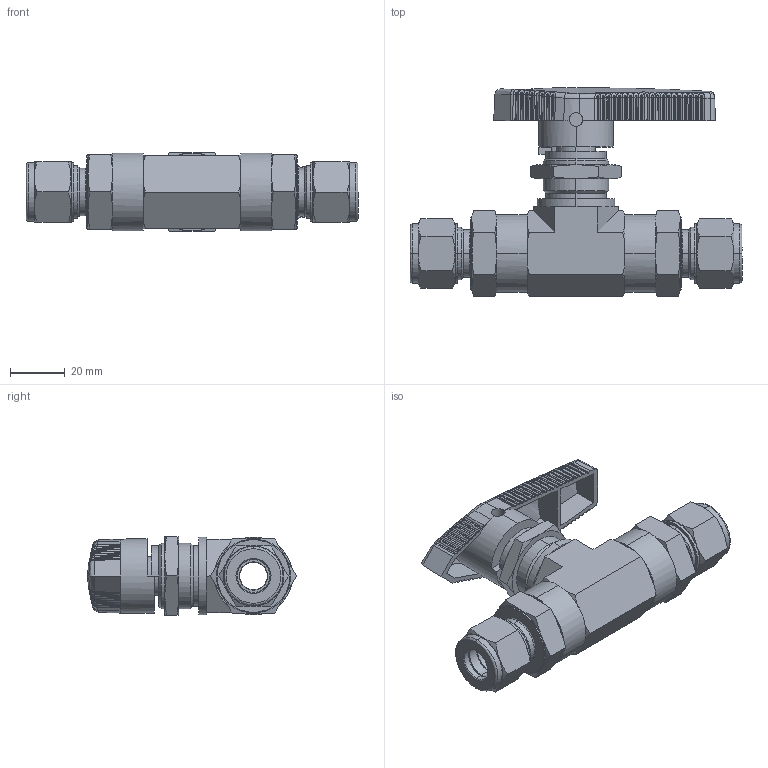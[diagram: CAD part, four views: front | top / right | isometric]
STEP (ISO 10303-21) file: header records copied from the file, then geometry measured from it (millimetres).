
FILE_DESCRIPTION(('FreeCAD Model'),'2;1');
FILE_NAME('Open CASCADE Shape Model','2025-12-09T09:36:16',('Author'),( ''),'Open CASCADE STEP processor 7.8','FreeCAD','Unknown');
FILE_SCHEMA(('AUTOMOTIVE_DESIGN { 1 0 10303 214 1 1 1 1 }'));
Length unit declared in the file: millimetre
Products named in the file (3): BVN9-2C-D-12M-PK-S; BVN9-2C-D-12M-PK-S001; BVN9
Assembly tree (2 placements, depth 2):
  BVN9-2C-D-12M-PK-S
    BVN9-2C-D-12M-PK-S001
    BVN9
Bounding box: 120.95 x 75.98 x 28.58 mm (x, y, z)
Volume: 81198.4 mm3; surface area: 32573 mm2
Topology: 2 solids, 2 shells, 766 faces, 1863 edges, 1145 vertices
Faces by surface type: cylinder 225, bspline 225, plane 152, cone 141, torus 19, sphere 4
Entity records: 32467 total; most frequent: CARTESIAN_POINT 15977, ORIENTED_EDGE 3722, DIRECTION 3112, EDGE_CURVE 1861, AXIS2_PLACEMENT_3D 1275, VERTEX_POINT 1145, FACE_BOUND 816, EDGE_LOOP 816
